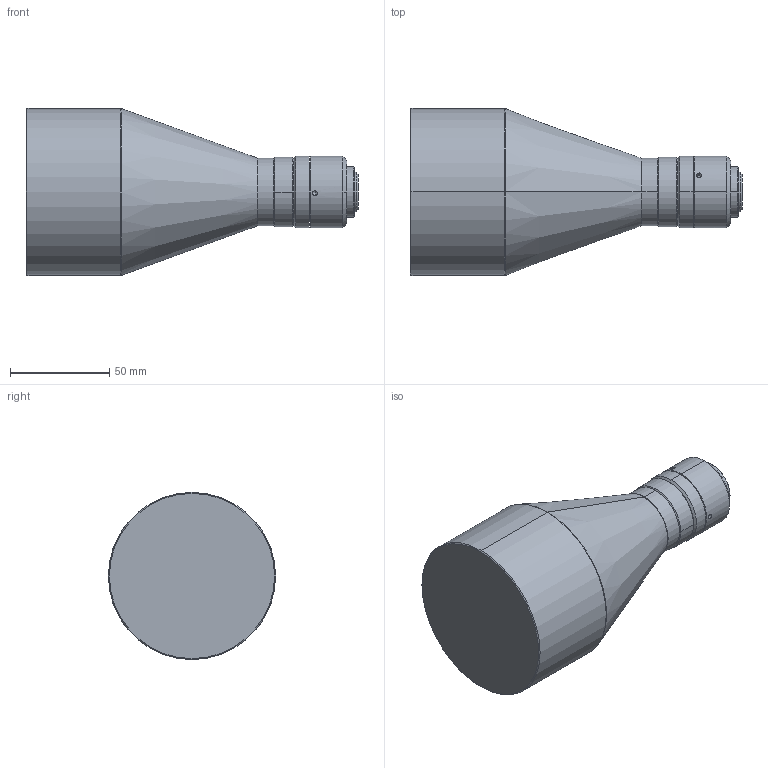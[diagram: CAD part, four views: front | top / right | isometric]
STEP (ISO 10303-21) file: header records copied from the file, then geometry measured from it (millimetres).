
FILE_DESCRIPTION (( 'STEP AP203' ), '1' );
FILE_NAME ('DTCM120-64H-AL.STEP', '2019-02-25T08:36:41', ( '' ), ( '' ), 'SwSTEP 2.0', 'SolidWorks 2017', '' );
FILE_SCHEMA (( 'CONFIG_CONTROL_DESIGN' ));
Length unit declared in the file: millimetre
Products named in the file (1): DTCM120-64H-AL
Bounding box: 166.9 x 84 x 84 mm (x, y, z)
Volume: 509250.9 mm3; surface area: 39360.8 mm2
Topology: 1 solids, 1 shells, 58 faces, 128 edges, 75 vertices
Faces by surface type: cylinder 24, cone 22, plane 8, bspline 4
Entity records: 1771 total; most frequent: CARTESIAN_POINT 430, DIRECTION 288, ORIENTED_EDGE 244, EDGE_CURVE 122, AXIS2_PLACEMENT_3D 121, VERTEX_POINT 75, EDGE_LOOP 67, CIRCLE 66
